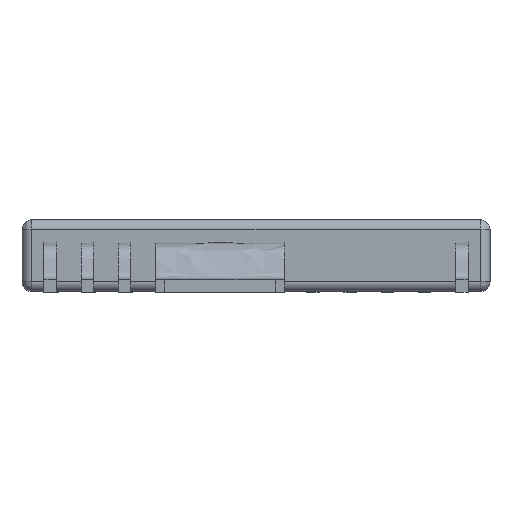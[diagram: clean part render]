
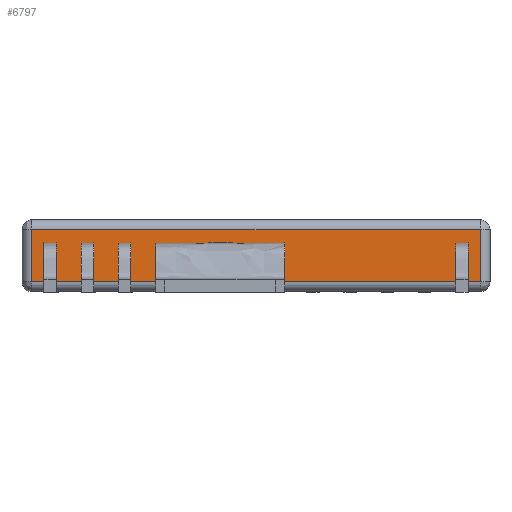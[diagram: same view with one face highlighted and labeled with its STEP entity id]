
A CAD part, front view. The second image highlights one B-rep face of the part: STEP entity #6797.
In plain terms, the highlighted planar face has unit normal (0, -1, 0).
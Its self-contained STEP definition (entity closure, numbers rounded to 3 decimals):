
#360 = VERTEX_POINT ( 'NONE', #9707 ) ;
#482 = CARTESIAN_POINT ( 'NONE',  ( -4.51, -6.195, 0.21 ) ) ;
#503 = PLANE ( 'NONE',  #13375 ) ;
#940 = VECTOR ( 'NONE', #11749, 1000. ) ;
#1047 = VERTEX_POINT ( 'NONE', #482 ) ;
#1555 = LINE ( 'NONE', #2283, #13658 ) ;
#1742 = CARTESIAN_POINT ( 'NONE',  ( -4.71, -6.195, 1.46 ) ) ;
#2283 = CARTESIAN_POINT ( 'NONE',  ( -4.71, -6.195, 1.26 ) ) ;
#2682 = DIRECTION ( 'NONE',  ( -1., 0., 0. ) ) ;
#3518 = VERTEX_POINT ( 'NONE', #7356 ) ;
#3557 = ORIENTED_EDGE ( 'NONE', *, *, #12965, .F. ) ;
#3777 = EDGE_CURVE ( 'NONE', #1047, #360, #10344, .T. ) ;
#4525 = CARTESIAN_POINT ( 'NONE',  ( 4.51, -6.195, 1.46 ) ) ;
#5489 = DIRECTION ( 'NONE',  ( 0., 0., -1. ) ) ;
#6126 = DIRECTION ( 'NONE',  ( 0., 1., 0. ) ) ;
#6720 = FACE_OUTER_BOUND ( 'NONE', #11619, .T. ) ;
#6797 = ADVANCED_FACE ( 'NONE', ( #6720 ), #503, .F. ) ;
#6843 = VECTOR ( 'NONE', #2682, 1000. ) ;
#6941 = EDGE_CURVE ( 'NONE', #360, #3518, #1555, .T. ) ;
#7264 = DIRECTION ( 'NONE',  ( 0., 0., 1. ) ) ;
#7356 = CARTESIAN_POINT ( 'NONE',  ( 4.51, -6.195, 1.26 ) ) ;
#7369 = LINE ( 'NONE', #8279, #6843 ) ;
#8279 = CARTESIAN_POINT ( 'NONE',  ( -4.71, -6.195, 0.21 ) ) ;
#8916 = EDGE_CURVE ( 'NONE', #11173, #1047, #7369, .T. ) ;
#9325 = LINE ( 'NONE', #4525, #13962 ) ;
#9707 = CARTESIAN_POINT ( 'NONE',  ( -4.51, -6.195, 1.26 ) ) ;
#10344 = LINE ( 'NONE', #12830, #940 ) ;
#10568 = ORIENTED_EDGE ( 'NONE', *, *, #6941, .F. ) ;
#11173 = VERTEX_POINT ( 'NONE', #13243 ) ;
#11174 = DIRECTION ( 'NONE',  ( 1., 0., 0. ) ) ;
#11259 = ORIENTED_EDGE ( 'NONE', *, *, #8916, .F. ) ;
#11619 = EDGE_LOOP ( 'NONE', ( #3557, #10568, #12192, #11259 ) ) ;
#11749 = DIRECTION ( 'NONE',  ( 0., 0., 1. ) ) ;
#12192 = ORIENTED_EDGE ( 'NONE', *, *, #3777, .F. ) ;
#12830 = CARTESIAN_POINT ( 'NONE',  ( -4.51, -6.195, 1.46 ) ) ;
#12965 = EDGE_CURVE ( 'NONE', #3518, #11173, #9325, .T. ) ;
#13243 = CARTESIAN_POINT ( 'NONE',  ( 4.51, -6.195, 0.21 ) ) ;
#13375 = AXIS2_PLACEMENT_3D ( 'NONE', #1742, #6126, #7264 ) ;
#13658 = VECTOR ( 'NONE', #11174, 1000. ) ;
#13962 = VECTOR ( 'NONE', #5489, 1000. ) ;
